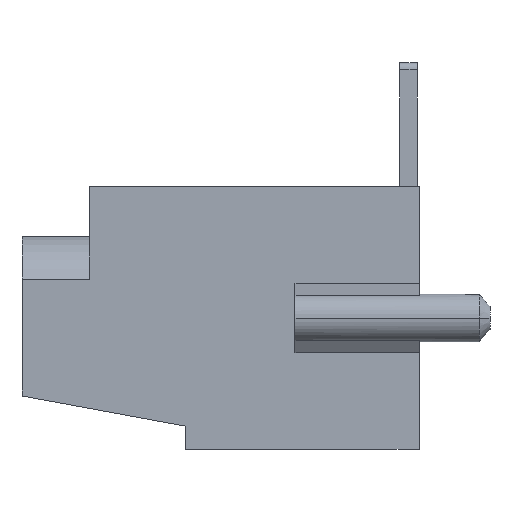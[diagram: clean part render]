
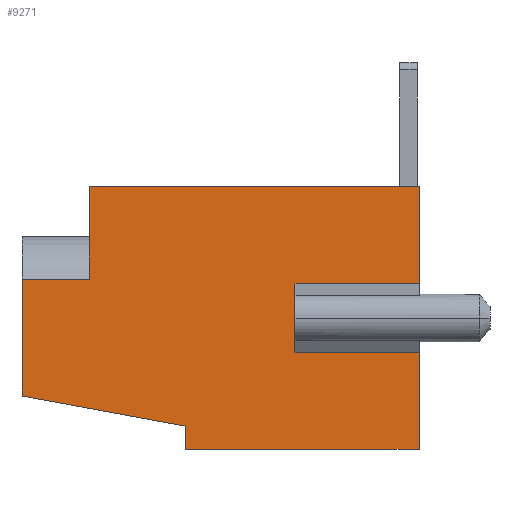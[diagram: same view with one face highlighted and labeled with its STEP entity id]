
A CAD part, left-side view. The second image highlights one B-rep face of the part: STEP entity #9271.
In plain terms, the highlighted planar face has unit normal (-1, 0, 0).
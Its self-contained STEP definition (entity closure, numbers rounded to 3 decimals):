
#375 = DIRECTION ( 'NONE',  ( 0., 1., 0. ) ) ;
#638 = DIRECTION ( 'NONE',  ( 0., 1., 0. ) ) ;
#699 = CARTESIAN_POINT ( 'NONE',  ( -14.1, 0., 4.65 ) ) ;
#834 = AXIS2_PLACEMENT_3D ( 'NONE', #7950, #10999, #17952 ) ;
#865 = VECTOR ( 'NONE', #4959, 1000. ) ;
#1275 = CARTESIAN_POINT ( 'NONE',  ( -14.1, 3.7, 1.95 ) ) ;
#1352 = CARTESIAN_POINT ( 'NONE',  ( -14.1, -1.1, 0. ) ) ;
#1526 = EDGE_CURVE ( 'NONE', #11531, #6503, #15883, .T. ) ;
#1608 = DIRECTION ( 'NONE',  ( 0., 0., 1. ) ) ;
#1923 = VECTOR ( 'NONE', #16435, 1000. ) ;
#1954 = LINE ( 'NONE', #11374, #7343 ) ;
#2260 = ORIENTED_EDGE ( 'NONE', *, *, #10324, .F. ) ;
#2647 = CARTESIAN_POINT ( 'NONE',  ( -14.1, -1.1, 6.55 ) ) ;
#2650 = CARTESIAN_POINT ( 'NONE',  ( -14.1, -3.7, -4.65 ) ) ;
#3056 = ORIENTED_EDGE ( 'NONE', *, *, #16192, .F. ) ;
#3132 = CARTESIAN_POINT ( 'NONE',  ( -14.1, 0., 6.55 ) ) ;
#3195 = DIRECTION ( 'NONE',  ( 0., -1., 0. ) ) ;
#3514 = CARTESIAN_POINT ( 'NONE',  ( -14.1, 0.975, -1.15 ) ) ;
#3541 = CARTESIAN_POINT ( 'NONE',  ( -14.1, 3.7, 0. ) ) ;
#3581 = LINE ( 'NONE', #2650, #4487 ) ;
#3692 = CARTESIAN_POINT ( 'NONE',  ( -14.1, 0.975, 0. ) ) ;
#4096 = CARTESIAN_POINT ( 'NONE',  ( -14.1, 0.975, -4.65 ) ) ;
#4261 = CARTESIAN_POINT ( 'NONE',  ( -14.1, -3.7, -4.65 ) ) ;
#4487 = VECTOR ( 'NONE', #5580, 1000. ) ;
#4679 = VECTOR ( 'NONE', #3195, 1000. ) ;
#4727 = CARTESIAN_POINT ( 'NONE',  ( -14.1, -0.975, -4.65 ) ) ;
#4792 = LINE ( 'NONE', #15079, #7267 ) ;
#4891 = CARTESIAN_POINT ( 'NONE',  ( -14.1, -0.975, 0. ) ) ;
#4907 = EDGE_CURVE ( 'NONE', #7558, #15411, #16536, .T. ) ;
#4952 = DIRECTION ( 'NONE',  ( 0., 0., 1. ) ) ;
#4959 = DIRECTION ( 'NONE',  ( 0., 0., -1. ) ) ;
#5417 = ORIENTED_EDGE ( 'NONE', *, *, #17140, .F. ) ;
#5538 = VERTEX_POINT ( 'NONE', #13038 ) ;
#5580 = DIRECTION ( 'NONE',  ( 0., 1., 0. ) ) ;
#6259 = CARTESIAN_POINT ( 'NONE',  ( -14.1, -3.7, -4.65 ) ) ;
#6503 = VERTEX_POINT ( 'NONE', #2647 ) ;
#6555 = VERTEX_POINT ( 'NONE', #4261 ) ;
#6627 = VERTEX_POINT ( 'NONE', #9056 ) ;
#6799 = EDGE_LOOP ( 'NONE', ( #12515, #10457, #11663, #7118, #16081, #5417, #9394, #3056, #10051, #15918, #9589, #2260 ) ) ;
#7118 = ORIENTED_EDGE ( 'NONE', *, *, #8277, .F. ) ;
#7267 = VECTOR ( 'NONE', #638, 1000. ) ;
#7343 = VECTOR ( 'NONE', #1608, 1000. ) ;
#7558 = VERTEX_POINT ( 'NONE', #3514 ) ;
#7897 = EDGE_CURVE ( 'NONE', #6555, #8517, #10824, .T. ) ;
#7950 = CARTESIAN_POINT ( 'NONE',  ( -14.1, 0., 0. ) ) ;
#8277 = EDGE_CURVE ( 'NONE', #6503, #5538, #12395, .T. ) ;
#8325 = LINE ( 'NONE', #18346, #12805 ) ;
#8517 = VERTEX_POINT ( 'NONE', #4727 ) ;
#8759 = EDGE_CURVE ( 'NONE', #12680, #7558, #8325, .T. ) ;
#8942 = VERTEX_POINT ( 'NONE', #1275 ) ;
#9021 = VERTEX_POINT ( 'NONE', #15913 ) ;
#9056 = CARTESIAN_POINT ( 'NONE',  ( -14.1, 3.7, -4.65 ) ) ;
#9271 = ADVANCED_FACE ( 'NONE', ( #9330 ), #15212, .F. ) ;
#9330 = FACE_OUTER_BOUND ( 'NONE', #6799, .T. ) ;
#9394 = ORIENTED_EDGE ( 'NONE', *, *, #18148, .T. ) ;
#9557 = EDGE_CURVE ( 'NONE', #6555, #16641, #1954, .T. ) ;
#9589 = ORIENTED_EDGE ( 'NONE', *, *, #8759, .F. ) ;
#9911 = VECTOR ( 'NONE', #375, 1000. ) ;
#10051 = ORIENTED_EDGE ( 'NONE', *, *, #13207, .F. ) ;
#10074 = CARTESIAN_POINT ( 'NONE',  ( -14.1, -0.975, -1.15 ) ) ;
#10324 = EDGE_CURVE ( 'NONE', #8517, #12680, #14452, .T. ) ;
#10457 = ORIENTED_EDGE ( 'NONE', *, *, #9557, .T. ) ;
#10645 = EDGE_CURVE ( 'NONE', #5538, #16641, #18019, .T. ) ;
#10824 = LINE ( 'NONE', #6259, #9911 ) ;
#10999 = DIRECTION ( 'NONE',  ( 1., 0., 0. ) ) ;
#11299 = VECTOR ( 'NONE', #13519, 1000. ) ;
#11353 = DIRECTION ( 'NONE',  ( 0., 0., -1. ) ) ;
#11374 = CARTESIAN_POINT ( 'NONE',  ( -14.1, -3.7, 0. ) ) ;
#11531 = VERTEX_POINT ( 'NONE', #13939 ) ;
#11663 = ORIENTED_EDGE ( 'NONE', *, *, #10645, .F. ) ;
#12247 = DIRECTION ( 'NONE',  ( 0., -0.182, 0.983 ) ) ;
#12395 = LINE ( 'NONE', #1352, #14411 ) ;
#12434 = VECTOR ( 'NONE', #12247, 1000. ) ;
#12515 = ORIENTED_EDGE ( 'NONE', *, *, #7897, .F. ) ;
#12680 = VERTEX_POINT ( 'NONE', #10074 ) ;
#12805 = VECTOR ( 'NONE', #13986, 1000. ) ;
#13038 = CARTESIAN_POINT ( 'NONE',  ( -14.1, -1.1, 4.65 ) ) ;
#13207 = EDGE_CURVE ( 'NONE', #15411, #6627, #3581, .T. ) ;
#13519 = DIRECTION ( 'NONE',  ( 0., -1., 0. ) ) ;
#13637 = CARTESIAN_POINT ( 'NONE',  ( -14.1, 3.05, 1.95 ) ) ;
#13939 = CARTESIAN_POINT ( 'NONE',  ( -14.1, 2.2, 6.55 ) ) ;
#13986 = DIRECTION ( 'NONE',  ( 0., 1., 0. ) ) ;
#14411 = VECTOR ( 'NONE', #11353, 1000. ) ;
#14452 = LINE ( 'NONE', #4891, #18257 ) ;
#14902 = LINE ( 'NONE', #3541, #1923 ) ;
#15079 = CARTESIAN_POINT ( 'NONE',  ( -14.1, 3.7, 1.95 ) ) ;
#15212 = PLANE ( 'NONE',  #834 ) ;
#15411 = VERTEX_POINT ( 'NONE', #4096 ) ;
#15883 = LINE ( 'NONE', #3132, #4679 ) ;
#15913 = CARTESIAN_POINT ( 'NONE',  ( -14.1, 3.05, 1.95 ) ) ;
#15918 = ORIENTED_EDGE ( 'NONE', *, *, #4907, .F. ) ;
#16081 = ORIENTED_EDGE ( 'NONE', *, *, #1526, .F. ) ;
#16192 = EDGE_CURVE ( 'NONE', #6627, #8942, #14902, .T. ) ;
#16435 = DIRECTION ( 'NONE',  ( 0., 0., 1. ) ) ;
#16536 = LINE ( 'NONE', #3692, #865 ) ;
#16584 = CARTESIAN_POINT ( 'NONE',  ( -14.1, -3.7, 4.65 ) ) ;
#16641 = VERTEX_POINT ( 'NONE', #16584 ) ;
#17140 = EDGE_CURVE ( 'NONE', #9021, #11531, #18482, .T. ) ;
#17952 = DIRECTION ( 'NONE',  ( 0., 0., -1. ) ) ;
#18019 = LINE ( 'NONE', #699, #11299 ) ;
#18148 = EDGE_CURVE ( 'NONE', #9021, #8942, #4792, .T. ) ;
#18257 = VECTOR ( 'NONE', #4952, 1000. ) ;
#18346 = CARTESIAN_POINT ( 'NONE',  ( -14.1, 0., -1.15 ) ) ;
#18482 = LINE ( 'NONE', #13637, #12434 ) ;
